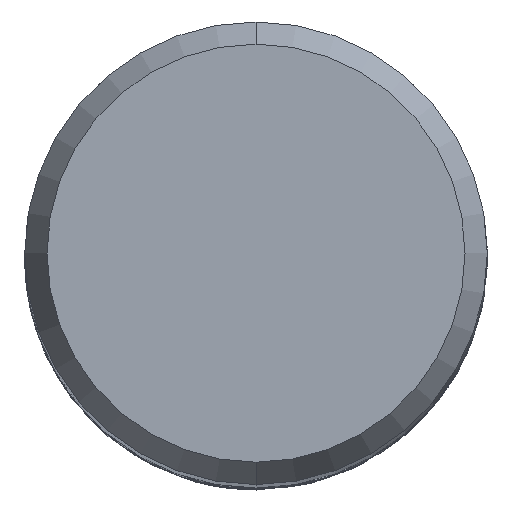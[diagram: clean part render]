
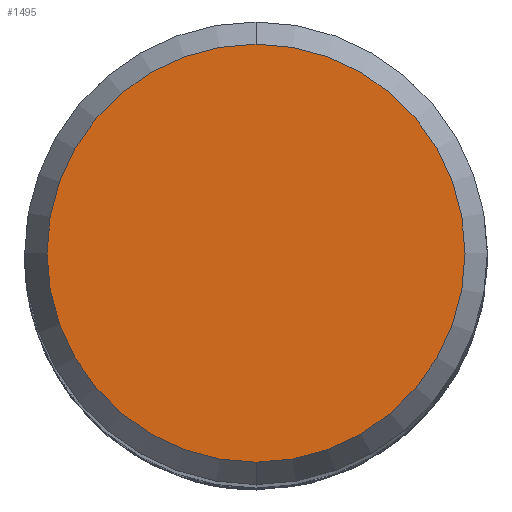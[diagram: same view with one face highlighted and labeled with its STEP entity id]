
A CAD part, top view. The second image highlights one B-rep face of the part: STEP entity #1495.
In plain terms, the highlighted planar face has unit normal (0, 0, 1).
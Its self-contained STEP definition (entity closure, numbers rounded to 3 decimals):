
#1085=VERTEX_POINT('',#2538);
#1209=VERTEX_POINT('',#2674);
#1495=ADVANCED_FACE('',(#2982),#2983,.T.);
#1539=EDGE_CURVE('',#1209,#1085,#3031,.T.);
#1779=EDGE_CURVE('',#1085,#1209,#3287,.T.);
#2538=CARTESIAN_POINT('',(0.0,5.423,0.0));
#2674=CARTESIAN_POINT('',(0.,-5.423,0.0));
#2982=FACE_OUTER_BOUND('',#12414,.T.);
#2983=PLANE('',#12415);
#3031=CIRCLE('',#13356,5.423);
#3287=CIRCLE('',#15905,5.423);
#12414=EDGE_LOOP('',(#22032,#22033));
#12415=AXIS2_PLACEMENT_3D('',#22034,#22035,#22036);
#13356=AXIS2_PLACEMENT_3D('',#22077,#22078,#22079);
#15905=AXIS2_PLACEMENT_3D('',#22272,#22273,#22274);
#22032=ORIENTED_EDGE('',*,*,#1779,.F.);
#22033=ORIENTED_EDGE('',*,*,#1539,.F.);
#22034=CARTESIAN_POINT('',(0.0,2.711,0.0));
#22035=DIRECTION('',(-0.0,0.0,1.0));
#22036=DIRECTION('',(0.0,-1.0,0.0));
#22077=CARTESIAN_POINT('',(0.0,0.0,0.0));
#22078=DIRECTION('',(0.0,0.0,-1.0));
#22079=DIRECTION('',(0.0,1.0,0.0));
#22272=CARTESIAN_POINT('',(0.0,0.0,0.0));
#22273=DIRECTION('',(0.0,0.0,-1.0));
#22274=DIRECTION('',(0.0,1.0,0.0));
